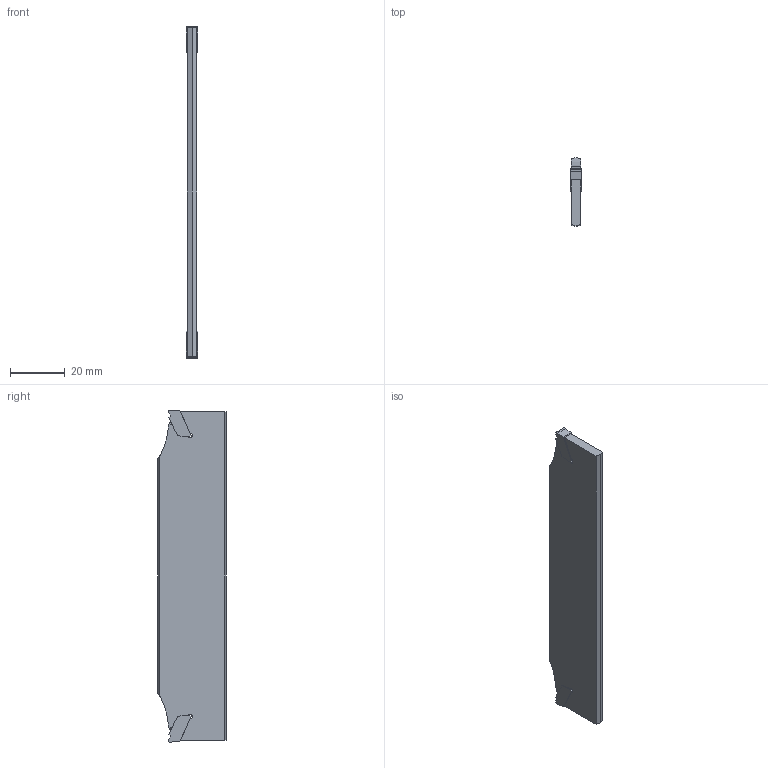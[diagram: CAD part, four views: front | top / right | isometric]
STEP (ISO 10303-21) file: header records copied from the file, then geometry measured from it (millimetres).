
FILE_DESCRIPTION(/* description */ (''),/* implementation_level */ '2;1');
FILE_NAME(/* name */ '150.10A-20-4RJETI.stp',/* time_stamp */ '2018-03-29T15:45:47+05:00',/* author */ (''),/* organization */ (''),/* preprocessor_version */ 'ST-DEVELOPER v16',/* originating_system */ 'SIEMENS PLM Software NX 11.0',/* authorisation */ '');
FILE_SCHEMA (('AUTOMOTIVE_DESIGN { 1 0 10303 214 3 1 1 1 }'));
Length unit declared in the file: millimetre
Products named in the file (1): 150.10A-20-4RJETI
Bounding box: 4.09 x 24.99 x 121.25 mm (x, y, z)
Volume: 9733.2 mm3; surface area: 6921.6 mm2
Topology: 3 solids, 3 shells, 66 faces, 174 edges, 114 vertices
Faces by surface type: plane 56, cylinder 6, cone 4
Entity records: 2090 total; most frequent: CARTESIAN_POINT 359, ORIENTED_EDGE 348, DIRECTION 336, EDGE_CURVE 174, LINE 154, VECTOR 154, VERTEX_POINT 114, AXIS2_PLACEMENT_3D 91
